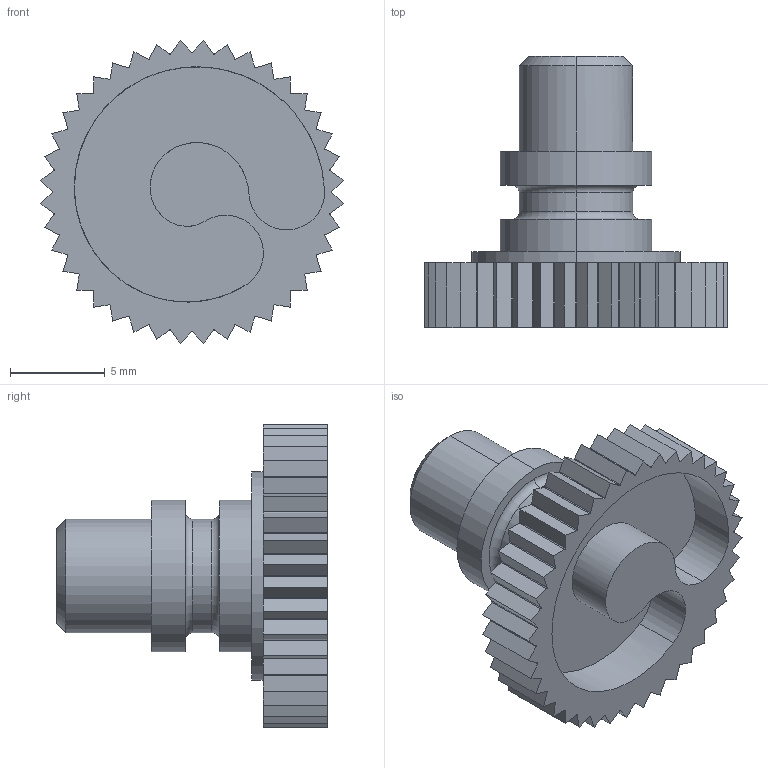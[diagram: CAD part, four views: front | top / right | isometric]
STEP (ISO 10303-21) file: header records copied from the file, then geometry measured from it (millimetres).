
FILE_DESCRIPTION (( 'STEP AP214' ), '1' );
FILE_NAME ('ﾊﾐﾏﾃ.714331.001 - ﾊ璞鶴.STEP', '2024-11-18T13:31:57', ( '' ), ( '' ), 'SwSTEP 2.0', 'SolidWorks 2023', '' );
FILE_SCHEMA (( 'AUTOMOTIVE_DESIGN' ));
Length unit declared in the file: millimetre
Products named in the file (1): КРПГ.714331.001 - Кулачок
Bounding box: 15.95 x 14.3 x 15.95 mm (x, y, z)
Volume: 744.2 mm3; surface area: 1086.2 mm2
Topology: 1 solids, 1 shells, 207 faces, 587 edges, 387 vertices
Faces by surface type: cylinder 104, plane 90, cone 7, torus 4, bspline 2
Entity records: 7163 total; most frequent: CARTESIAN_POINT 1546, DIRECTION 1214, ORIENTED_EDGE 1170, EDGE_CURVE 585, AXIS2_PLACEMENT_3D 429, VERTEX_POINT 387, VECTOR 356, LINE 356
